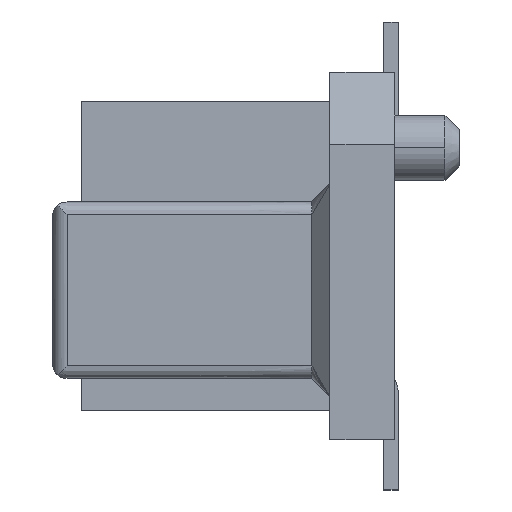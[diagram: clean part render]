
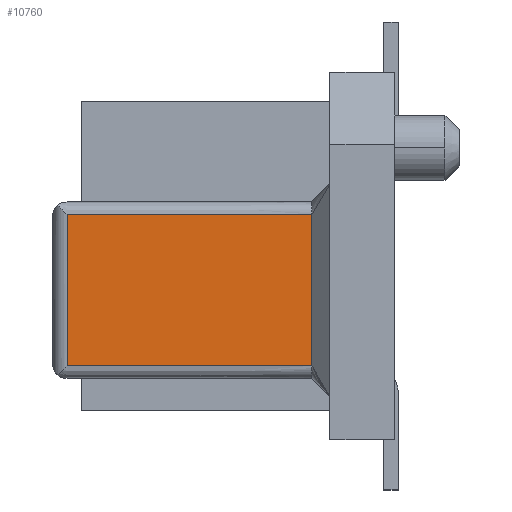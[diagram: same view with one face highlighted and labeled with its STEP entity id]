
A CAD part, left-side view. The second image highlights one B-rep face of the part: STEP entity #10760.
In plain terms, the highlighted planar face has unit normal (-1, 0, 0).
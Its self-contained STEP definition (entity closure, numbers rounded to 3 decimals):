
#10370=CARTESIAN_POINT('',(6.8,6.85,-0.475));
#10380=DIRECTION('',(-1.,0.,0.));
#10390=DIRECTION('',(0.,1.,0.));
#10400=AXIS2_PLACEMENT_3D('',#10370,#10380,#10390);
#10410=PLANE('',#10400);
#10420=CARTESIAN_POINT('',(6.8,8.55,0.576));
#10430=DIRECTION('',(0.,-1.,0.));
#10440=VECTOR('',#10430,1.);
#10450=LINE('',#10420,#10440);
#10460=CARTESIAN_POINT('',(6.8,8.55,
0.576));
#10470=VERTEX_POINT('',#10460);
#10480=CARTESIAN_POINT('',(6.8,5.15,0.576));
#10490=VERTEX_POINT('',#10480);
#10500=EDGE_CURVE('',#10470,#10490,#10450,.T.);
#10510=ORIENTED_EDGE('',*,*,#10500,.F.);
#10520=CARTESIAN_POINT('',(6.8,5.15,0.));
#10530=DIRECTION('',(0.,0.,1.));
#10540=VECTOR('',#10530,1.);
#10550=LINE('',#10520,#10540);
#10560=CARTESIAN_POINT('',(6.8,5.15,-1.526));
#10570=VERTEX_POINT('',#10560);
#10580=EDGE_CURVE('',#10570,#10490,#10550,.T.);
#10590=ORIENTED_EDGE('',*,*,#10580,.T.);
#10600=CARTESIAN_POINT('',(6.8,8.55,-1.526));
#10610=DIRECTION('',(0.,-1.,0.));
#10620=VECTOR('',#10610,1.);
#10630=LINE('',#10600,#10620);
#10640=CARTESIAN_POINT('',(6.8,8.55,
-1.526));
#10650=VERTEX_POINT('',#10640);
#10660=EDGE_CURVE('',#10650,#10570,#10630,.T.);
#10670=ORIENTED_EDGE('',*,*,#10660,.T.);
#10680=CARTESIAN_POINT('',(6.8,8.55,
-1.728));
#10690=DIRECTION('',(0.,0.,1.));
#10700=VECTOR('',#10690,1.);
#10710=LINE('',#10680,#10700);
#10720=EDGE_CURVE('',#10650,#10470,#10710,.T.);
#10730=ORIENTED_EDGE('',*,*,#10720,.F.);
#10740=EDGE_LOOP('',(#10730,#10670,#10590,#10510));
#10750=FACE_OUTER_BOUND('',#10740,.T.);
#10760=ADVANCED_FACE('',(#10750),#10410,.T.);
